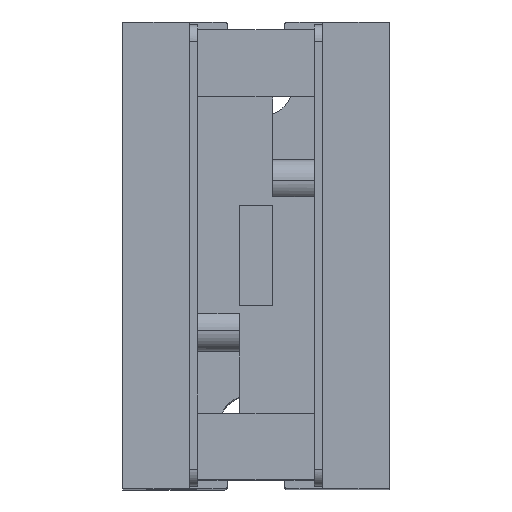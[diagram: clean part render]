
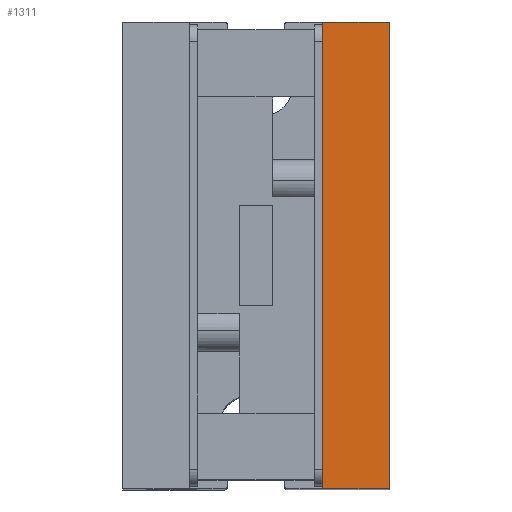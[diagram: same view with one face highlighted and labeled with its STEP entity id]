
A CAD part, top view. The second image highlights one B-rep face of the part: STEP entity #1311.
In plain terms, the highlighted planar face has unit normal (0, 0, 1).
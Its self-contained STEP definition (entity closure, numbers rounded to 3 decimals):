
#1284=AXIS2_PLACEMENT_3D('Plane Axis2P3D',#1281,#1282,#1283) ;
#300=CARTESIAN_POINT('Line Origine',(8.,0.,0.)) ;
#304=CARTESIAN_POINT('Vertex',(8.,14.,0.)) ;
#306=CARTESIAN_POINT('Vertex',(8.,-14.,0.)) ;
#1281=CARTESIAN_POINT('Axis2P3D Location',(0.,0.,0.)) ;
#1286=CARTESIAN_POINT('Line Origine',(4.,0.,0.)) ;
#1290=CARTESIAN_POINT('Vertex',(4.,-14.,0.)) ;
#1292=CARTESIAN_POINT('Vertex',(4.,14.,0.)) ;
#1295=CARTESIAN_POINT('Line Origine',(6.,-14.,0.)) ;
#1300=CARTESIAN_POINT('Line Origine',(6.,14.,0.)) ;
#301=DIRECTION('Vector Direction',(0.,-1.,0.)) ;
#1282=DIRECTION('Axis2P3D Direction',(0.,0.,-1.)) ;
#1283=DIRECTION('Axis2P3D XDirection',(1.,0.,0.)) ;
#1287=DIRECTION('Vector Direction',(0.,1.,0.)) ;
#1296=DIRECTION('Vector Direction',(-1.,0.,0.)) ;
#1301=DIRECTION('Vector Direction',(1.,0.,0.)) ;
#302=VECTOR('Line Direction',#301,1.) ;
#1288=VECTOR('Line Direction',#1287,1.) ;
#1297=VECTOR('Line Direction',#1296,1.) ;
#1302=VECTOR('Line Direction',#1301,1.) ;
#1306=ORIENTED_EDGE('',*,*,#1294,.F.) ;
#1307=ORIENTED_EDGE('',*,*,#1299,.F.) ;
#1308=ORIENTED_EDGE('',*,*,#308,.F.) ;
#1309=ORIENTED_EDGE('',*,*,#1304,.F.) ;
#1311=ADVANCED_FACE('GPB_12_T03_1357550_TUENKERS',(#1310),#1285,.F.) ;
#308=EDGE_CURVE('',#305,#307,#303,.T.) ;
#1294=EDGE_CURVE('',#1291,#1293,#1289,.T.) ;
#1299=EDGE_CURVE('',#307,#1291,#1298,.T.) ;
#1304=EDGE_CURVE('',#1293,#305,#1303,.T.) ;
#1305=EDGE_LOOP('',(#1306,#1307,#1308,#1309)) ;
#1310=FACE_OUTER_BOUND('',#1305,.T.) ;
#303=LINE('Line',#300,#302) ;
#1289=LINE('Line',#1286,#1288) ;
#1298=LINE('Line',#1295,#1297) ;
#1303=LINE('Line',#1300,#1302) ;
#1285=PLANE('Plane',#1284) ;
#305=VERTEX_POINT('',#304) ;
#307=VERTEX_POINT('',#306) ;
#1291=VERTEX_POINT('',#1290) ;
#1293=VERTEX_POINT('',#1292) ;
